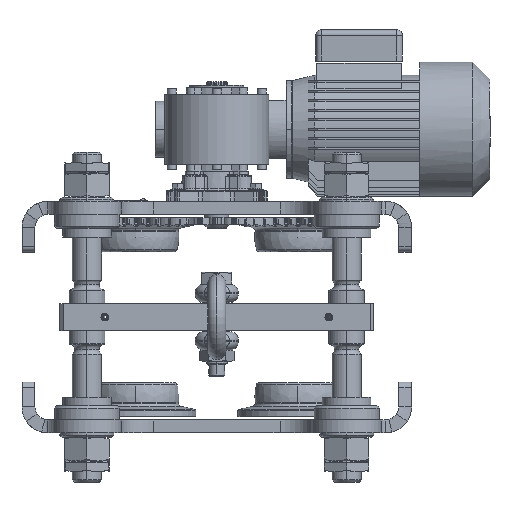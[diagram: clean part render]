
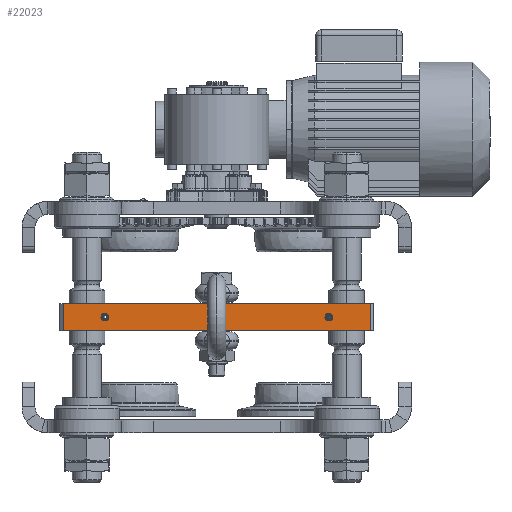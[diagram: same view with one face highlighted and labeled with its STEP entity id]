
A CAD part, front view. The second image highlights one B-rep face of the part: STEP entity #22023.
In plain terms, the highlighted planar face has unit normal (0, -1, 0).
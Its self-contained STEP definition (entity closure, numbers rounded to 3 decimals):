
#41 = CIRCLE ( 'NONE', #1649, 3.5 ) ;
#1483 = EDGE_LOOP ( 'NONE', ( #4521, #4519 ) ) ;
#1503 = EDGE_LOOP ( 'NONE', ( #4537, #4517, #4516, #4466 ) ) ;
#1508 = EDGE_LOOP ( 'NONE', ( #4474, #4525 ) ) ;
#1649 = AXIS2_PLACEMENT_3D ( 'NONE', #14327, #14328, #14329 ) ;
#1749 = CIRCLE ( 'NONE', #1823, 3.5 ) ;
#1823 = AXIS2_PLACEMENT_3D ( 'NONE', #20878, #20879, #20880 ) ;
#4466 = ORIENTED_EDGE ( 'NONE', *, *, #41947, .T. ) ;
#4474 = ORIENTED_EDGE ( 'NONE', *, *, #42011, .T. ) ;
#4516 = ORIENTED_EDGE ( 'NONE', *, *, #41981, .F. ) ;
#4517 = ORIENTED_EDGE ( 'NONE', *, *, #41968, .T. ) ;
#4519 = ORIENTED_EDGE ( 'NONE', *, *, #41937, .T. ) ;
#4521 = ORIENTED_EDGE ( 'NONE', *, *, #41993, .T. ) ;
#4525 = ORIENTED_EDGE ( 'NONE', *, *, #41942, .T. ) ;
#4537 = ORIENTED_EDGE ( 'NONE', *, *, #41934, .T. ) ;
#9276 = VERTEX_POINT ( 'NONE', #59697 ) ;
#9291 = VERTEX_POINT ( 'NONE', #59681 ) ;
#9755 = VERTEX_POINT ( 'NONE', #52605 ) ;
#9806 = VERTEX_POINT ( 'NONE', #52486 ) ;
#9815 = VERTEX_POINT ( 'NONE', #52495 ) ;
#9821 = VERTEX_POINT ( 'NONE', #52489 ) ;
#9828 = VERTEX_POINT ( 'NONE', #52500 ) ;
#9895 = VERTEX_POINT ( 'NONE', #52450 ) ;
#11681 = FACE_OUTER_BOUND ( 'NONE', #1503, .T. ) ;
#11685 = FACE_BOUND ( 'NONE', #1483, .T. ) ;
#11690 = FACE_BOUND ( 'NONE', #1508, .T. ) ;
#14185 = CARTESIAN_POINT ( 'NONE',  ( -158.556, -69.965, -12.5 ) ) ;
#14186 = DIRECTION ( 'NONE',  ( 1., 0., 0. ) ) ;
#14191 = CARTESIAN_POINT ( 'NONE',  ( 89.944, -69.965, 0. ) ) ;
#14192 = DIRECTION ( 'NONE',  ( 0., 1., 0. ) ) ;
#14193 = DIRECTION ( 'NONE',  ( 0., 0., -1. ) ) ;
#14205 = CARTESIAN_POINT ( 'NONE',  ( -117.056, -69.965, 0. ) ) ;
#14206 = DIRECTION ( 'NONE',  ( 0., 1., 0. ) ) ;
#14207 = DIRECTION ( 'NONE',  ( 0., 0., -1. ) ) ;
#14219 = CARTESIAN_POINT ( 'NONE',  ( -155.556, -69.965, -12.5 ) ) ;
#14220 = DIRECTION ( 'NONE',  ( 0., 0., -1. ) ) ;
#14267 = CARTESIAN_POINT ( 'NONE',  ( 128.444, -69.965, -12.5 ) ) ;
#14268 = DIRECTION ( 'NONE',  ( 0., 0., 1. ) ) ;
#14299 = CARTESIAN_POINT ( 'NONE',  ( -158.556, -69.965, 12.5 ) ) ;
#14300 = DIRECTION ( 'NONE',  ( 1., 0., 0. ) ) ;
#14327 = CARTESIAN_POINT ( 'NONE',  ( 89.944, -69.965, 0. ) ) ;
#14328 = DIRECTION ( 'NONE',  ( 0., 1., 0. ) ) ;
#14329 = DIRECTION ( 'NONE',  ( 0., 0., -1. ) ) ;
#19834 = PLANE ( 'NONE',  #54675 ) ;
#19835 = DIRECTION ( 'NONE',  ( 0., -1., 0. ) ) ;
#19836 = CARTESIAN_POINT ( 'NONE',  ( -158.556, -69.965, -12.5 ) ) ;
#19987 = DIRECTION ( 'NONE',  ( 0., 0., -1. ) ) ;
#20878 = CARTESIAN_POINT ( 'NONE',  ( -117.056, -69.965, 0. ) ) ;
#20879 = DIRECTION ( 'NONE',  ( 0., 1., 0. ) ) ;
#20880 = DIRECTION ( 'NONE',  ( 0., 0., -1. ) ) ;
#22023 = ADVANCED_FACE ( 'NONE', ( #11690, #11685, #11681 ), #19834, .T. ) ;
#41934 = EDGE_CURVE ( 'NONE', #9291, #9821, #55898, .T. ) ;
#41937 = EDGE_CURVE ( 'NONE', #9755, #9815, #64593, .T. ) ;
#41942 = EDGE_CURVE ( 'NONE', #9806, #9828, #64607, .T. ) ;
#41947 = EDGE_CURVE ( 'NONE', #9276, #9291, #56317, .T. ) ;
#41968 = EDGE_CURVE ( 'NONE', #9821, #9895, #56186, .T. ) ;
#41981 = EDGE_CURVE ( 'NONE', #9276, #9895, #56139, .T. ) ;
#41993 = EDGE_CURVE ( 'NONE', #9815, #9755, #41, .T. ) ;
#42011 = EDGE_CURVE ( 'NONE', #9828, #9806, #1749, .T. ) ;
#52450 = CARTESIAN_POINT ( 'NONE',  ( 128.444, -69.965, 12.5 ) ) ;
#52486 = CARTESIAN_POINT ( 'NONE',  ( -117.056, -69.965, 3.5 ) ) ;
#52489 = CARTESIAN_POINT ( 'NONE',  ( 128.444, -69.965, -12.5 ) ) ;
#52495 = CARTESIAN_POINT ( 'NONE',  ( 89.944, -69.965, -3.5 ) ) ;
#52500 = CARTESIAN_POINT ( 'NONE',  ( -117.056, -69.965, -3.5 ) ) ;
#52605 = CARTESIAN_POINT ( 'NONE',  ( 89.944, -69.965, 3.5 ) ) ;
#54675 = AXIS2_PLACEMENT_3D ( 'NONE', #19836, #19835, #19987 ) ;
#55898 = LINE ( 'NONE', #14185, #64592 ) ;
#56139 = LINE ( 'NONE', #14299, #64694 ) ;
#56186 = LINE ( 'NONE', #14267, #64612 ) ;
#56317 = LINE ( 'NONE', #14219, #64572 ) ;
#59681 = CARTESIAN_POINT ( 'NONE',  ( -155.556, -69.965, -12.5 ) ) ;
#59697 = CARTESIAN_POINT ( 'NONE',  ( -155.556, -69.965, 12.5 ) ) ;
#64572 = VECTOR ( 'NONE', #14220, 1000. ) ;
#64580 = AXIS2_PLACEMENT_3D ( 'NONE', #14205, #14206, #14207 ) ;
#64588 = AXIS2_PLACEMENT_3D ( 'NONE', #14191, #14192, #14193 ) ;
#64592 = VECTOR ( 'NONE', #14186, 1000. ) ;
#64593 = CIRCLE ( 'NONE', #64588, 3.5 ) ;
#64607 = CIRCLE ( 'NONE', #64580, 3.5 ) ;
#64612 = VECTOR ( 'NONE', #14268, 1000. ) ;
#64694 = VECTOR ( 'NONE', #14300, 1000. ) ;
